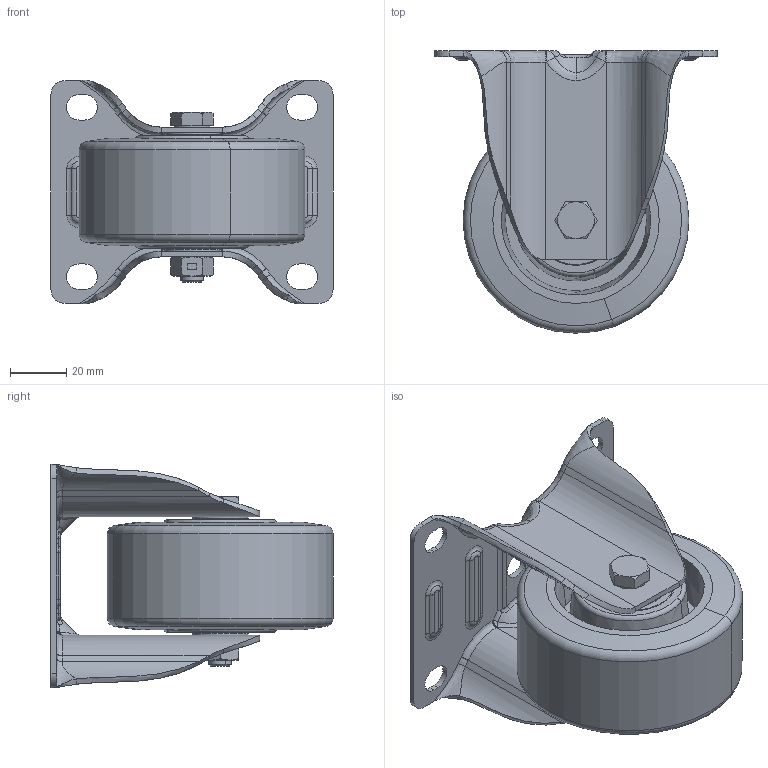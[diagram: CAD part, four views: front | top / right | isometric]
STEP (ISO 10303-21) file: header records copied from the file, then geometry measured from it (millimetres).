
FILE_DESCRIPTION (( 'STEP AP214' ), '1' );
FILE_NAME ('0055805.step', '2023-07-27T07:26:04', ( '' ), ( '' ), 'SwSTEP 2.0', 'SolidWorks 2020', '' );
FILE_SCHEMA (( 'AUTOMOTIVE_DESIGN' ));
Length unit declared in the file: millimetre
Products named in the file (1): 0055805
Bounding box: 100 x 100 x 79.31 mm (x, y, z)
Volume: 190602.1 mm3; surface area: 94540.5 mm2
Topology: 18 solids, 18 shells, 516 faces, 1190 edges, 712 vertices
Faces by surface type: cylinder 170, plane 120, bspline 108, cone 64, torus 54
Entity records: 27785 total; most frequent: CARTESIAN_POINT 10923, ORIENTED_EDGE 2356, DIRECTION 2156, EDGE_CURVE 1178, AXIS2_PLACEMENT_3D 877, VERTEX_POINT 712, EDGE_LOOP 576, UNCERTAINTY_MEASURE_WITH_UNIT 536
